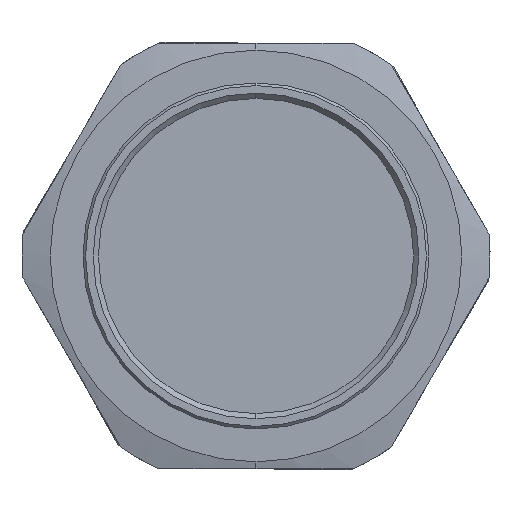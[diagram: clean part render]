
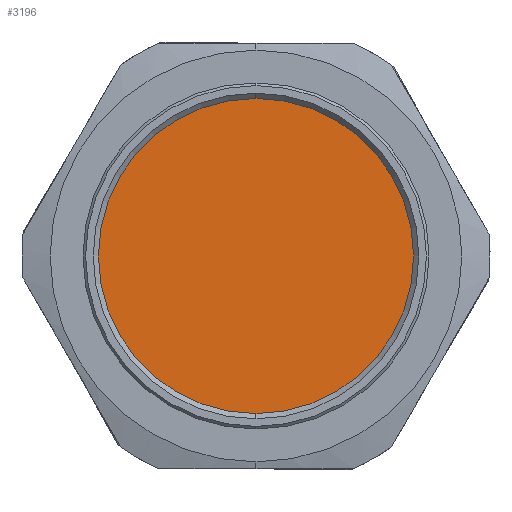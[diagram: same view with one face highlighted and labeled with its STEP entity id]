
A CAD part, left-side view. The second image highlights one B-rep face of the part: STEP entity #3196.
In plain terms, the highlighted planar face has unit normal (-1, 0, 0).
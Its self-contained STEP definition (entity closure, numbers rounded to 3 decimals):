
#48 = DIRECTION ( 'NONE',  ( 1., 0., 0. ) ) ;
#71 = ORIENTED_EDGE ( 'NONE', *, *, #3190, .T. ) ;
#281 = DIRECTION ( 'NONE',  ( 0., -0.999, -0.039 ) ) ;
#582 = AXIS2_PLACEMENT_3D ( 'NONE', #4340, #2112, #744 ) ;
#693 = PLANE ( 'NONE',  #3136 ) ;
#732 = DIRECTION ( 'NONE',  ( 1., 0., 0. ) ) ;
#744 = DIRECTION ( 'NONE',  ( 0., 0., -1. ) ) ;
#834 = DIRECTION ( 'NONE',  ( 0., -0.999, -0.039 ) ) ;
#880 = CIRCLE ( 'NONE', #4195, 50.75 ) ;
#999 = ORIENTED_EDGE ( 'NONE', *, *, #3411, .F. ) ;
#1145 = DIRECTION ( 'NONE',  ( 1., 0., 0. ) ) ;
#1253 = CARTESIAN_POINT ( 'NONE',  ( 136.2, 50.712, 1.975 ) ) ;
#1257 = FACE_OUTER_BOUND ( 'NONE', #2026, .T. ) ;
#1324 = EDGE_CURVE ( 'NONE', #2802, #1920, #3124, .T. ) ;
#1349 = AXIS2_PLACEMENT_3D ( 'NONE', #3993, #1145, #2865 ) ;
#1366 = CARTESIAN_POINT ( 'NONE',  ( 136.2, 0., 0. ) ) ;
#1714 = CARTESIAN_POINT ( 'NONE',  ( 136.2, 1.975, -50.712 ) ) ;
#1920 = VERTEX_POINT ( 'NONE', #2567 ) ;
#2026 = EDGE_LOOP ( 'NONE', ( #3321, #999 ) ) ;
#2112 = DIRECTION ( 'NONE',  ( 1., 0., 0. ) ) ;
#2419 = DIRECTION ( 'NONE',  ( 0., -0.999, -0.039 ) ) ;
#2567 = CARTESIAN_POINT ( 'NONE',  ( 136.2, 0., 50.8 ) ) ;
#2656 = CARTESIAN_POINT ( 'NONE',  ( 136.2, -50.712, -1.975 ) ) ;
#2658 = EDGE_CURVE ( 'NONE', #4182, #2745, #2814, .T. ) ;
#2745 = VERTEX_POINT ( 'NONE', #2656 ) ;
#2802 = VERTEX_POINT ( 'NONE', #4433 ) ;
#2814 = CIRCLE ( 'NONE', #2993, 50.75 ) ;
#2865 = DIRECTION ( 'NONE',  ( 0., 0., -1. ) ) ;
#2993 = AXIS2_PLACEMENT_3D ( 'NONE', #4356, #48, #834 ) ;
#3050 = ORIENTED_EDGE ( 'NONE', *, *, #2658, .T. ) ;
#3124 = CIRCLE ( 'NONE', #582, 50.8 ) ;
#3136 = AXIS2_PLACEMENT_3D ( 'NONE', #1714, #732, #281 ) ;
#3190 = EDGE_CURVE ( 'NONE', #2745, #4182, #880, .T. ) ;
#3196 = ADVANCED_FACE ( 'NONE', ( #1257, #3439 ), #693, .F. ) ;
#3307 = CIRCLE ( 'NONE', #1349, 50.8 ) ;
#3321 = ORIENTED_EDGE ( 'NONE', *, *, #1324, .F. ) ;
#3410 = EDGE_LOOP ( 'NONE', ( #71, #3050 ) ) ;
#3411 = EDGE_CURVE ( 'NONE', #1920, #2802, #3307, .T. ) ;
#3439 = FACE_BOUND ( 'NONE', #3410, .T. ) ;
#3993 = CARTESIAN_POINT ( 'NONE',  ( 136.2, 0., 0. ) ) ;
#4182 = VERTEX_POINT ( 'NONE', #1253 ) ;
#4195 = AXIS2_PLACEMENT_3D ( 'NONE', #1366, #4597, #2419 ) ;
#4340 = CARTESIAN_POINT ( 'NONE',  ( 136.2, 0., 0. ) ) ;
#4356 = CARTESIAN_POINT ( 'NONE',  ( 136.2, 0., 0. ) ) ;
#4433 = CARTESIAN_POINT ( 'NONE',  ( 136.2, 0., -50.8 ) ) ;
#4597 = DIRECTION ( 'NONE',  ( 1., 0., 0. ) ) ;
